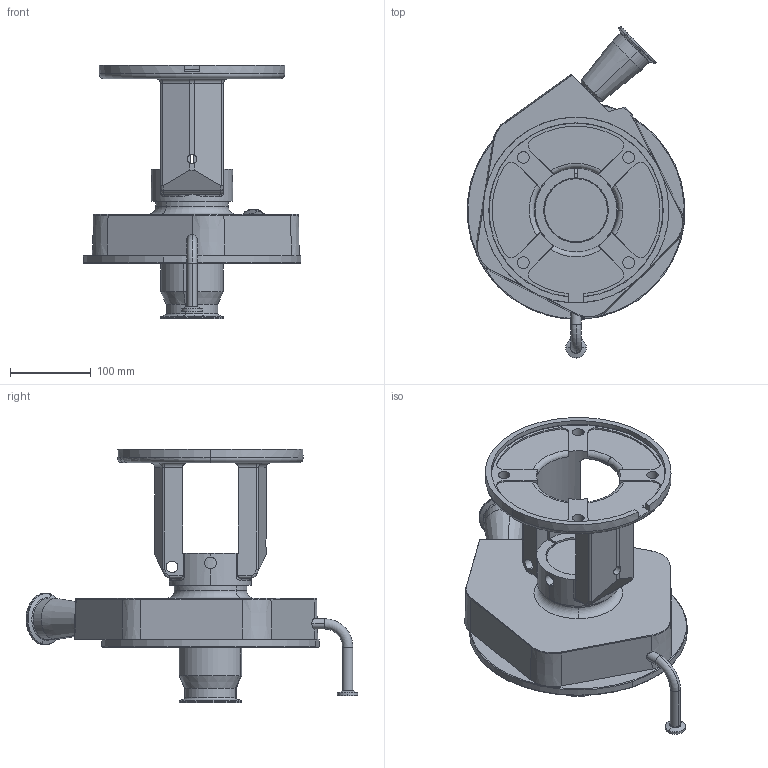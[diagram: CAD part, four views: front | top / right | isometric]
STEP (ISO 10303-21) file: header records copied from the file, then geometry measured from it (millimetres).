
FILE_DESCRIPTION (( 'STEP AP214' ), '1' );
FILE_NAME ('FPR 1741-1742 180-250TC 45L 1-2 IN ELBOW FRONT DRAIN.STEP', '2023-01-11T20:02:30', ( '' ), ( '' ), 'SwSTEP 2.0', 'SolidWorks 2021', '' );
FILE_SCHEMA (( 'AUTOMOTIVE_DESIGN' ));
Length unit declared in the file: millimetre
Products named in the file (1): FPR 1741-1742 180-250TC 45L 1-2 IN ELBOW FRONT DRAIN
Bounding box: 269.09 x 411.02 x 314.5 mm (x, y, z)
Volume: 2921590.3 mm3; surface area: 535798.5 mm2
Topology: 1 solids, 6 shells, 434 faces, 1053 edges, 624 vertices
Faces by surface type: cylinder 162, torus 98, plane 87, cone 75, bspline 9, sphere 3
Entity records: 14491 total; most frequent: CARTESIAN_POINT 4197, DIRECTION 2337, ORIENTED_EDGE 2074, EDGE_CURVE 1037, AXIS2_PLACEMENT_3D 981, VERTEX_POINT 624, CIRCLE 555, EDGE_LOOP 473
